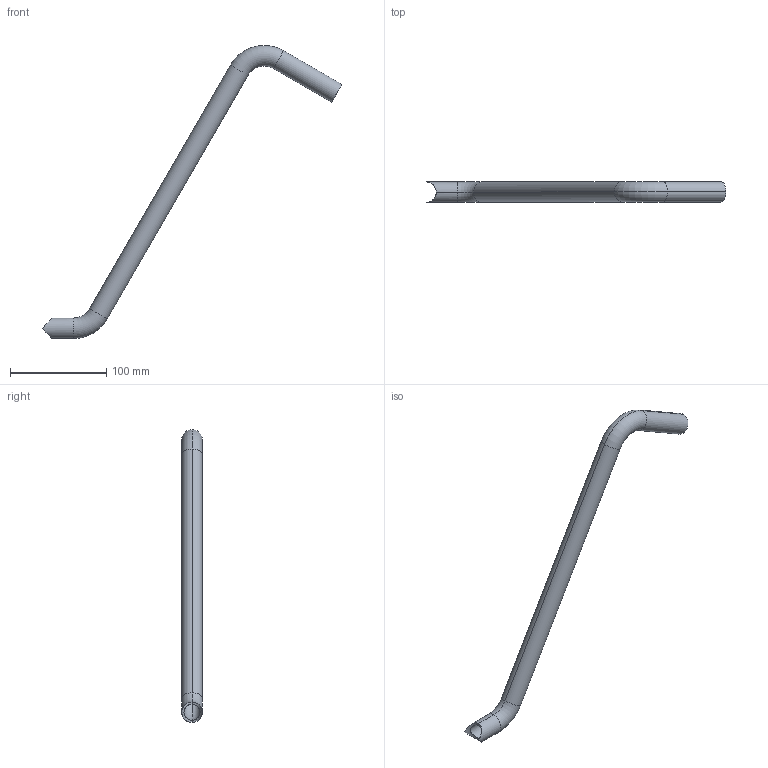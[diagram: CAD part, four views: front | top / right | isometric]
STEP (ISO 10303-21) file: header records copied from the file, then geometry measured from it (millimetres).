
FILE_DESCRIPTION (( 'STEP AP214' ), '1' );
FILE_NAME ('7.STEP', '2022-08-10T02:24:31', ( '' ), ( '' ), 'SwSTEP 2.0', 'SolidWorks 2022', '' );
FILE_SCHEMA (( 'AUTOMOTIVE_DESIGN' ));
Length unit declared in the file: metre
Products named in the file (1): 7
Bounding box: 311.93 x 21.3 x 304.77 mm (x, y, z)
Volume: 63975.2 mm3; surface area: 57109 mm2
Topology: 5 solids, 5 shells, 31 faces, 64 edges, 42 vertices
Faces by surface type: cylinder 14, plane 9, torus 8
Entity records: 1030 total; most frequent: CARTESIAN_POINT 248, DIRECTION 166, ORIENTED_EDGE 128, AXIS2_PLACEMENT_3D 76, EDGE_CURVE 64, CIRCLE 44, VERTEX_POINT 42, EDGE_LOOP 40
